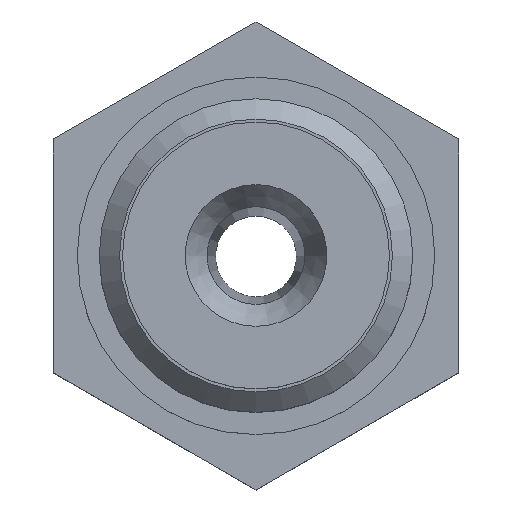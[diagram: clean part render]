
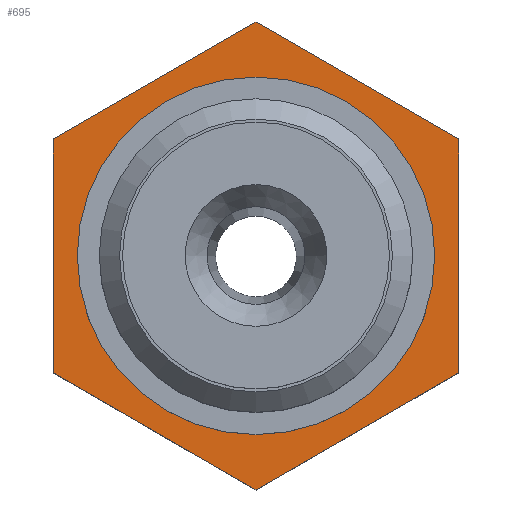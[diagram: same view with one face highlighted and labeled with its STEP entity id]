
A CAD part, top view. The second image highlights one B-rep face of the part: STEP entity #695.
In plain terms, the highlighted planar face has unit normal (0, 0, 1).
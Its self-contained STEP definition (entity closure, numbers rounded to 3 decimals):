
#36=LINE('',#1282,#60);
#38=LINE('',#1286,#62);
#40=LINE('',#1290,#64);
#42=LINE('',#1294,#66);
#44=LINE('',#1298,#68);
#46=LINE('',#1302,#70);
#60=VECTOR('',#945,1000.);
#62=VECTOR('',#949,1000.);
#64=VECTOR('',#953,1000.);
#66=VECTOR('',#957,1000.);
#68=VECTOR('',#961,1000.);
#70=VECTOR('',#965,1000.);
#113=PLANE('',#796);
#267=ORIENTED_EDGE('',*,*,#344,.T.);
#268=ORIENTED_EDGE('',*,*,#342,.T.);
#269=ORIENTED_EDGE('',*,*,#352,.T.);
#270=ORIENTED_EDGE('',*,*,#350,.T.);
#271=ORIENTED_EDGE('',*,*,#348,.T.);
#272=ORIENTED_EDGE('',*,*,#346,.T.);
#273=ORIENTED_EDGE('',*,*,#360,.T.);
#342=EDGE_CURVE('',#413,#412,#36,.T.);
#344=EDGE_CURVE('',#414,#413,#38,.T.);
#346=EDGE_CURVE('',#415,#414,#40,.T.);
#348=EDGE_CURVE('',#416,#415,#42,.T.);
#350=EDGE_CURVE('',#417,#416,#44,.T.);
#352=EDGE_CURVE('',#412,#417,#46,.T.);
#360=EDGE_CURVE('',#425,#425,#466,.T.);
#412=VERTEX_POINT('',#1281);
#413=VERTEX_POINT('',#1283);
#414=VERTEX_POINT('',#1287);
#415=VERTEX_POINT('',#1291);
#416=VERTEX_POINT('',#1295);
#417=VERTEX_POINT('',#1299);
#425=VERTEX_POINT('',#1325);
#466=CIRCLE('',#795,7.5);
#541=EDGE_LOOP('',(#267,#268,#269,#270,#271,#272));
#542=EDGE_LOOP('',(#273));
#621=FACE_BOUND('',#541,.T.);
#622=FACE_BOUND('',#542,.T.);
#695=ADVANCED_FACE('',(#621,#622),#113,.F.);
#795=AXIS2_PLACEMENT_3D('',#1324,#994,#995);
#796=AXIS2_PLACEMENT_3D('',#1326,#996,#997);
#945=DIRECTION('',(-0.866,-0.5,0.));
#949=DIRECTION('',(-0.866,0.5,0.));
#953=DIRECTION('',(0.,1.,0.));
#957=DIRECTION('',(0.866,0.5,0.));
#961=DIRECTION('',(0.866,-0.5,0.));
#965=DIRECTION('',(0.,-1.,0.));
#994=DIRECTION('',(0.,0.,-1.));
#995=DIRECTION('',(-1.,0.,0.));
#996=DIRECTION('',(0.,0.,-1.));
#997=DIRECTION('',(-1.,0.,0.));
#1281=CARTESIAN_POINT('',(-8.5,4.907,-9.5));
#1282=CARTESIAN_POINT('',(0.,9.815,-9.5));
#1283=CARTESIAN_POINT('',(0.,9.815,-9.5));
#1286=CARTESIAN_POINT('',(8.5,4.907,-9.5));
#1287=CARTESIAN_POINT('',(8.5,4.907,-9.5));
#1290=CARTESIAN_POINT('',(8.5,-4.907,-9.5));
#1291=CARTESIAN_POINT('',(8.5,-4.907,-9.5));
#1294=CARTESIAN_POINT('',(0.,-9.815,-9.5));
#1295=CARTESIAN_POINT('',(0.,-9.815,-9.5));
#1298=CARTESIAN_POINT('',(-8.5,-4.907,-9.5));
#1299=CARTESIAN_POINT('',(-8.5,-4.907,-9.5));
#1302=CARTESIAN_POINT('',(-8.5,4.907,-9.5));
#1324=CARTESIAN_POINT('',(0.,0.,-9.5));
#1325=CARTESIAN_POINT('',(-7.5,0.,-9.5));
#1326=CARTESIAN_POINT('',(0.,7.5,-9.5));
